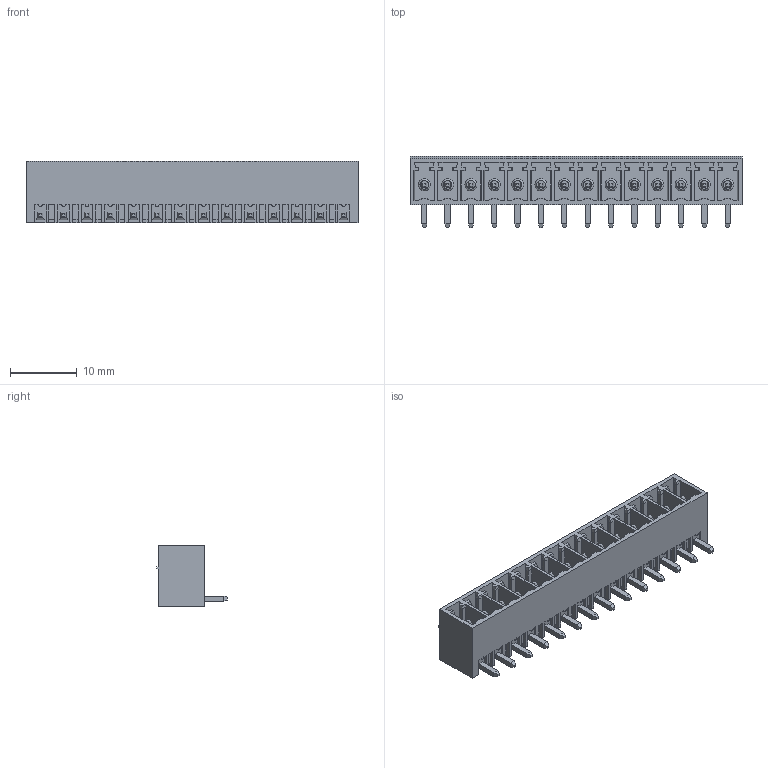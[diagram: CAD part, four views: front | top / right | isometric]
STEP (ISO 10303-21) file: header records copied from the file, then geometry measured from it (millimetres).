
FILE_DESCRIPTION(('STEP AP214'),'1');
FILE_NAME('PV14-3,5-H-P.stp','2018-11-29T15:35:45',(' '),(' '),'Spatial InterOp 3D',' ',' ');
FILE_SCHEMA(('AUTOMOTIVE_DESIGN { 1 0 10303 214 1 1 1 1 }'));
Length unit declared in the file: metre
Products named in the file (1): 1
Bounding box: 49.8 x 10.65 x 9.2 mm (x, y, z)
Volume: 1701.7 mm3; surface area: 4244 mm2
Topology: 1 solids, 1 shells, 845 faces, 2235 edges, 1434 vertices
Faces by surface type: plane 774, cylinder 43, cone 14, torus 14
Full cylindrical faces by diameter (mm): 1.8 x14
Entity records: 32018 total; most frequent: CARTESIAN_POINT 4543, ORIENTED_EDGE 4386, DIRECTION 3971, EDGE_CURVE 2193, LINE 2051, VECTOR 2051, VERTEX_POINT 1420, AXIS2_PLACEMENT_3D 960
